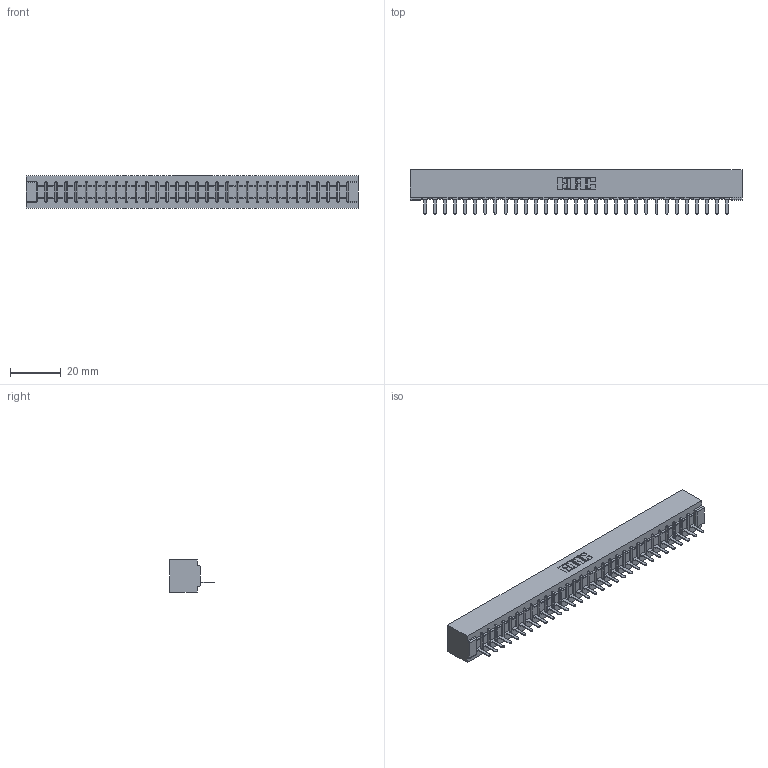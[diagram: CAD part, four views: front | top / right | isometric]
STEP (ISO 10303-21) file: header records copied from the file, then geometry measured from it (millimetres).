
FILE_DESCRIPTION (( 'STEP AP203' ), '1' );
FILE_NAME ('357-031-421-101.STEP', '2020-10-02T03:34:31', ( '' ), ( '' ), 'SwSTEP 2.0', 'SolidWorks 2020', '' );
FILE_SCHEMA (( 'CONFIG_CONTROL_DESIGN' ));
Length unit declared in the file: inch
Products named in the file (3): 357-031-421-101; 307 Part_No Mounting Lugs; 307-290-002_521
Assembly tree (32 placements, depth 2):
  357-031-421-101
    307 Part_No Mounting Lugs
    307-290-002_521  x31
Bounding box: 130.71 x 17.42 x 12.7 mm (x, y, z)
Volume: 14465 mm3; surface area: 18301.7 mm2
Topology: 32 solids, 32 shells, 2436 faces, 7491 edges, 4906 vertices
Faces by surface type: plane 1461, cylinder 911, sphere 64
Entity records: 28372 total; most frequent: CARTESIAN_POINT 4784, ORIENTED_EDGE 4774, DIRECTION 4651, EDGE_CURVE 2387, VECTOR 1825, LINE 1825, VERTEX_POINT 1546, AXIS2_PLACEMENT_3D 1413
